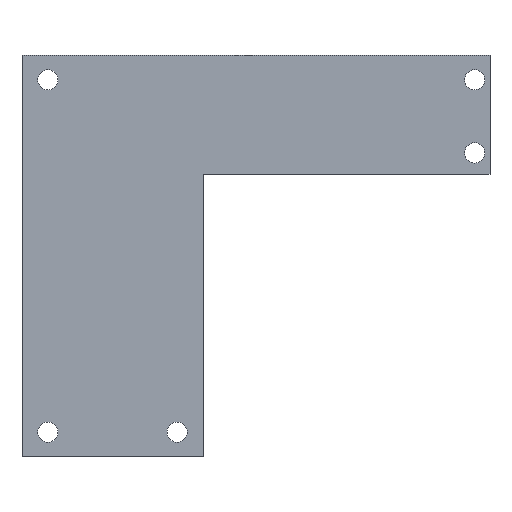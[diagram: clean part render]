
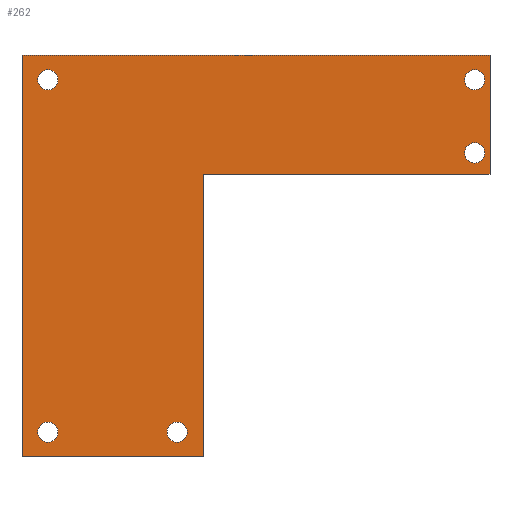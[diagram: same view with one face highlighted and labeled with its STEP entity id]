
A CAD part, top view. The second image highlights one B-rep face of the part: STEP entity #262.
In plain terms, the highlighted planar face has unit normal (0, 0, 1).
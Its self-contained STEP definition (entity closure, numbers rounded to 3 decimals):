
#15=FACE_BOUND('',#58,.T.);
#16=FACE_BOUND('',#59,.T.);
#17=FACE_BOUND('',#60,.T.);
#18=FACE_BOUND('',#61,.T.);
#19=FACE_BOUND('',#62,.T.);
#31=PLANE('',#299);
#44=FACE_OUTER_BOUND('',#57,.T.);
#57=EDGE_LOOP('',(#224,#225,#226,#227,#228,#229));
#58=EDGE_LOOP('',(#230));
#59=EDGE_LOOP('',(#231));
#60=EDGE_LOOP('',(#232));
#61=EDGE_LOOP('',(#233));
#62=EDGE_LOOP('',(#234));
#74=LINE('',#406,#97);
#78=LINE('',#414,#101);
#81=LINE('',#420,#104);
#84=LINE('',#426,#107);
#87=LINE('',#432,#110);
#90=LINE('',#437,#113);
#97=VECTOR('',#340,10.);
#101=VECTOR('',#346,10.);
#104=VECTOR('',#351,10.);
#107=VECTOR('',#356,10.);
#110=VECTOR('',#361,10.);
#113=VECTOR('',#366,10.);
#116=CIRCLE('',#280,1.45);
#118=CIRCLE('',#283,1.45);
#120=CIRCLE('',#286,1.45);
#122=CIRCLE('',#289,1.45);
#124=CIRCLE('',#292,1.45);
#126=VERTEX_POINT('',#376);
#128=VERTEX_POINT('',#382);
#130=VERTEX_POINT('',#388);
#132=VERTEX_POINT('',#394);
#134=VERTEX_POINT('',#400);
#135=VERTEX_POINT('',#404);
#136=VERTEX_POINT('',#405);
#139=VERTEX_POINT('',#413);
#141=VERTEX_POINT('',#419);
#143=VERTEX_POINT('',#425);
#145=VERTEX_POINT('',#431);
#149=EDGE_CURVE('',#126,#126,#116,.T.);
#152=EDGE_CURVE('',#128,#128,#118,.T.);
#155=EDGE_CURVE('',#130,#130,#120,.T.);
#158=EDGE_CURVE('',#132,#132,#122,.T.);
#161=EDGE_CURVE('',#134,#134,#124,.T.);
#162=EDGE_CURVE('',#135,#136,#74,.T.);
#166=EDGE_CURVE('',#136,#139,#78,.T.);
#169=EDGE_CURVE('',#139,#141,#81,.T.);
#172=EDGE_CURVE('',#143,#141,#84,.T.);
#175=EDGE_CURVE('',#145,#143,#87,.T.);
#178=EDGE_CURVE('',#135,#145,#90,.T.);
#224=ORIENTED_EDGE('',*,*,#178,.F.);
#225=ORIENTED_EDGE('',*,*,#162,.T.);
#226=ORIENTED_EDGE('',*,*,#166,.T.);
#227=ORIENTED_EDGE('',*,*,#169,.T.);
#228=ORIENTED_EDGE('',*,*,#172,.F.);
#229=ORIENTED_EDGE('',*,*,#175,.F.);
#230=ORIENTED_EDGE('',*,*,#161,.T.);
#231=ORIENTED_EDGE('',*,*,#158,.T.);
#232=ORIENTED_EDGE('',*,*,#155,.T.);
#233=ORIENTED_EDGE('',*,*,#152,.T.);
#234=ORIENTED_EDGE('',*,*,#149,.T.);
#262=ADVANCED_FACE('',(#44,#15,#16,#17,#18,#19),#31,.T.);
#280=AXIS2_PLACEMENT_3D('',#378,#308,#309);
#283=AXIS2_PLACEMENT_3D('',#384,#315,#316);
#286=AXIS2_PLACEMENT_3D('',#390,#322,#323);
#289=AXIS2_PLACEMENT_3D('',#396,#329,#330);
#292=AXIS2_PLACEMENT_3D('',#402,#336,#337);
#299=AXIS2_PLACEMENT_3D('',#439,#368,#369);
#308=DIRECTION('center_axis',(0.,0.,-1.));
#309=DIRECTION('ref_axis',(-1.,0.,0.));
#315=DIRECTION('center_axis',(0.,0.,-1.));
#316=DIRECTION('ref_axis',(-1.,0.,0.));
#322=DIRECTION('center_axis',(0.,0.,-1.));
#323=DIRECTION('ref_axis',(-1.,0.,0.));
#329=DIRECTION('center_axis',(0.,0.,-1.));
#330=DIRECTION('ref_axis',(-1.,0.,0.));
#336=DIRECTION('center_axis',(0.,0.,-1.));
#337=DIRECTION('ref_axis',(-1.,0.,0.));
#340=DIRECTION('',(1.,0.,0.));
#346=DIRECTION('',(0.,1.,0.));
#351=DIRECTION('',(-1.,0.,0.));
#356=DIRECTION('',(0.,1.,0.));
#361=DIRECTION('',(-1.,0.,0.));
#366=DIRECTION('',(0.,-1.,0.));
#368=DIRECTION('center_axis',(0.,0.,1.));
#369=DIRECTION('ref_axis',(-1.,0.,0.));
#376=CARTESIAN_POINT('',(5.157,3.5,13.));
#378=CARTESIAN_POINT('Origin',(3.707,3.5,13.));
#382=CARTESIAN_POINT('',(5.157,54.,13.));
#384=CARTESIAN_POINT('Origin',(3.707,54.,13.));
#388=CARTESIAN_POINT('',(66.319,43.52,13.));
#390=CARTESIAN_POINT('Origin',(64.869,43.52,13.));
#394=CARTESIAN_POINT('',(66.314,54.,13.));
#396=CARTESIAN_POINT('Origin',(64.864,54.,13.));
#400=CARTESIAN_POINT('',(23.679,3.5,13.));
#402=CARTESIAN_POINT('Origin',(22.229,3.5,13.));
#404=CARTESIAN_POINT('',(26.,40.481,13.));
#405=CARTESIAN_POINT('',(67.067,40.481,13.));
#406=CARTESIAN_POINT('',(26.,40.481,13.));
#413=CARTESIAN_POINT('',(67.067,57.5,13.));
#414=CARTESIAN_POINT('',(67.067,40.481,13.));
#419=CARTESIAN_POINT('',(0.,57.5,13.));
#420=CARTESIAN_POINT('',(67.067,57.5,13.));
#425=CARTESIAN_POINT('',(0.,0.001,13.));
#426=CARTESIAN_POINT('',(0.,0.001,13.));
#431=CARTESIAN_POINT('',(26.,0.001,13.));
#432=CARTESIAN_POINT('',(26.,0.001,13.));
#437=CARTESIAN_POINT('',(26.,40.481,13.));
#439=CARTESIAN_POINT('Origin',(33.533,28.751,13.));
